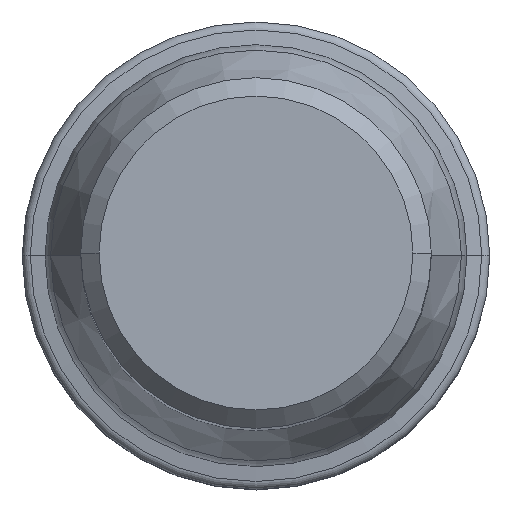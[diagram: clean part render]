
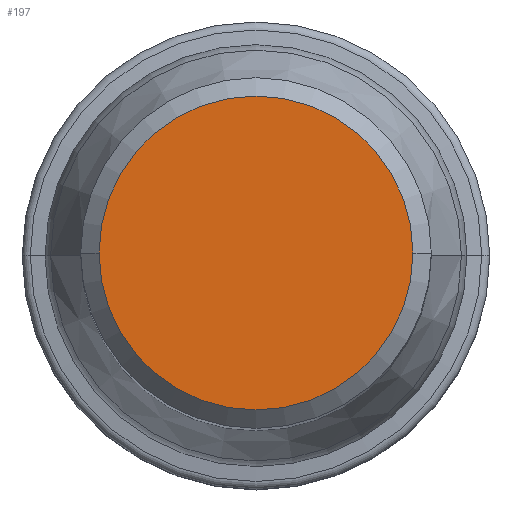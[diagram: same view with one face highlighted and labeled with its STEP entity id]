
A CAD part, top view. The second image highlights one B-rep face of the part: STEP entity #197.
In plain terms, the highlighted planar face has unit normal (0, 0, 1).
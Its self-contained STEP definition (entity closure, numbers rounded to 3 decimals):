
#132=FACE_OUTER_BOUND('',#268,.T.);
#197=ADVANCED_FACE('',(#132),#234,.F.);
#234=PLANE('',#1221);
#268=EDGE_LOOP('',(#424,#425));
#424=ORIENTED_EDGE('',*,*,#716,.T.);
#425=ORIENTED_EDGE('',*,*,#717,.T.);
#612=VERTEX_POINT('',#1961);
#613=VERTEX_POINT('',#1962);
#716=EDGE_CURVE('',#612,#613,#856,.T.);
#717=EDGE_CURVE('',#613,#612,#857,.T.);
#856=CIRCLE('',#1219,8.525);
#857=CIRCLE('',#1220,8.525);
#1219=AXIS2_PLACEMENT_3D('',#1960,#1520,#1521);
#1220=AXIS2_PLACEMENT_3D('',#1963,#1522,#1523);
#1221=AXIS2_PLACEMENT_3D('',#1964,#1524,#1525);
#1520=DIRECTION('',(0.,0.,1.));
#1521=DIRECTION('',(-1.,0.,0.));
#1522=DIRECTION('',(0.,0.,1.));
#1523=DIRECTION('',(1.,0.,0.));
#1524=DIRECTION('',(0.,0.,-1.));
#1525=DIRECTION('',(1.,0.,0.));
#1960=CARTESIAN_POINT('',(0.,0.,0.));
#1961=CARTESIAN_POINT('',(-8.525,0.,0.));
#1962=CARTESIAN_POINT('',(8.525,0.,0.));
#1963=CARTESIAN_POINT('',(0.,0.,0.));
#1964=CARTESIAN_POINT('',(0.,0.,0.));
